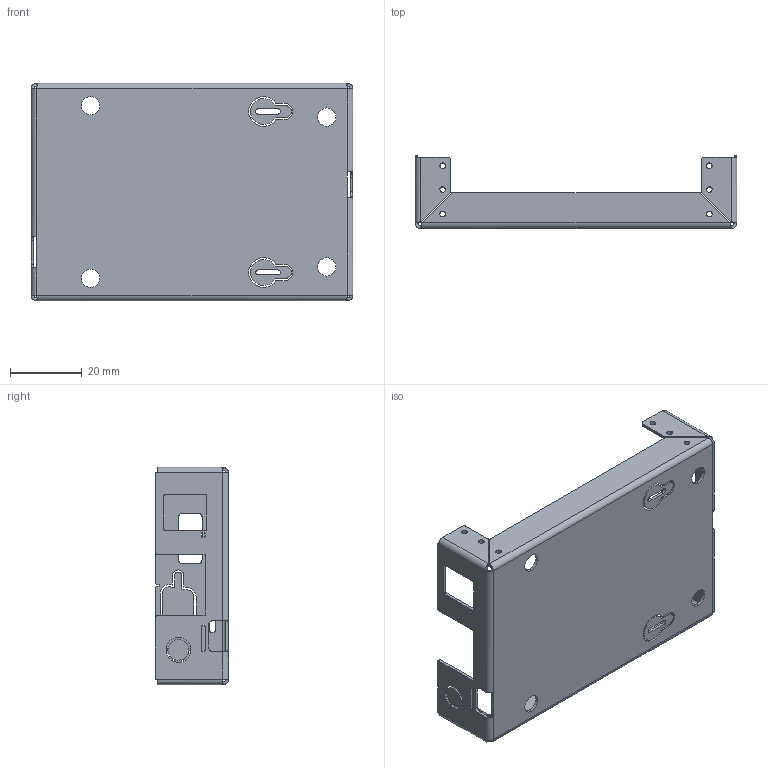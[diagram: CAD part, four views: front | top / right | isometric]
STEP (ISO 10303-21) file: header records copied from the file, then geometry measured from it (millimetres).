
FILE_DESCRIPTION (( 'STEP AP214' ), '1' );
FILE_NAME ('Chassis_Bottom.STEP', '2013-07-10T18:08:19', ( '' ), ( '' ), 'SwSTEP 2.0', 'SolidWorks 2013', '' );
FILE_SCHEMA (( 'AUTOMOTIVE_DESIGN' ));
Length unit declared in the file: millimetre
Products named in the file (1): Chassis_Bottom
Bounding box: 89.97 x 20.42 x 60.79 mm (x, y, z)
Volume: 7120.6 mm3; surface area: 18715.7 mm2
Topology: 1 solids, 1 shells, 342 faces, 948 edges, 616 vertices
Faces by surface type: cylinder 192, plane 134, bspline 16
Entity records: 11786 total; most frequent: CARTESIAN_POINT 2775, ORIENTED_EDGE 1896, DIRECTION 1874, EDGE_CURVE 948, AXIS2_PLACEMENT_3D 679, VERTEX_POINT 616, VECTOR 516, LINE 516
